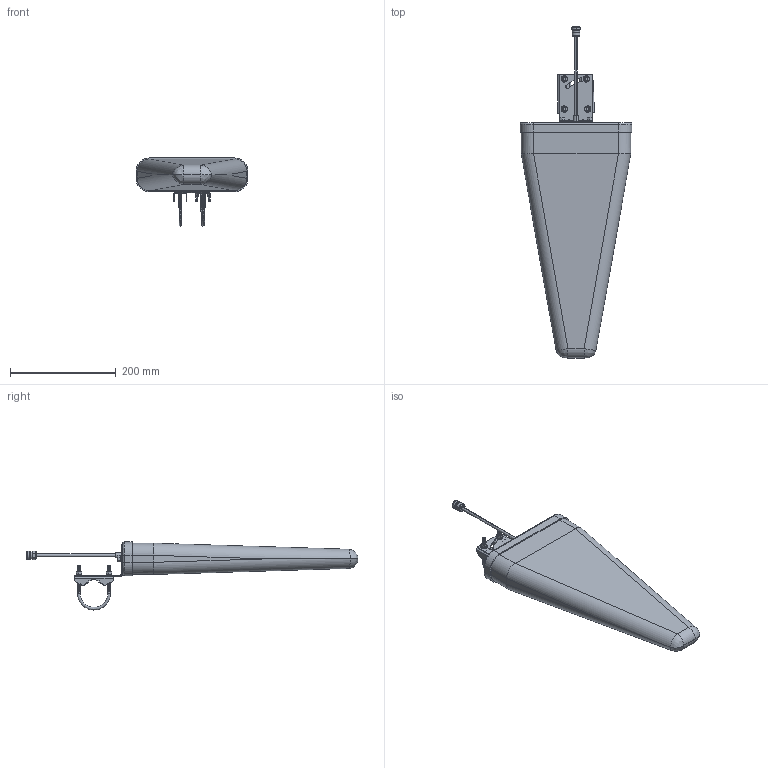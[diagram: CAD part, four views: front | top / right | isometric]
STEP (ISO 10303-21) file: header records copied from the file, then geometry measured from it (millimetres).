
FILE_DESCRIPTION (( 'STEP AP203' ), '1' );
FILE_NAME ('FMANLP1015_3D.STEP', '2022-03-29T17:23:22', ( '' ), ( '' ), 'SwSTEP 2.0', 'SolidWorks 2021', '' );
FILE_SCHEMA (( 'CONFIG_CONTROL_DESIGN' ));
Length unit declared in the file: inch
Products named in the file (3): 1014-15; FMANLP1015_3D; U bracket
Assembly tree (3 placements, depth 2):
  FMANLP1015_3D
    1014-15
    U bracket  x2
Bounding box: 211.8 x 627.9 x 128.7 mm (x, y, z)
Volume: 2596263 mm3; surface area: 289204.9 mm2
Topology: 26 solids, 26 shells, 859 faces, 2137 edges, 1342 vertices
Faces by surface type: plane 306, cylinder 269, bspline 256, cone 28
Entity records: 53440 total; most frequent: CARTESIAN_POINT 36749, ORIENTED_EDGE 3618, DIRECTION 2993, EDGE_CURVE 1809, VERTEX_POINT 1148, AXIS2_PLACEMENT_3D 1036, VECTOR 921, LINE 921
